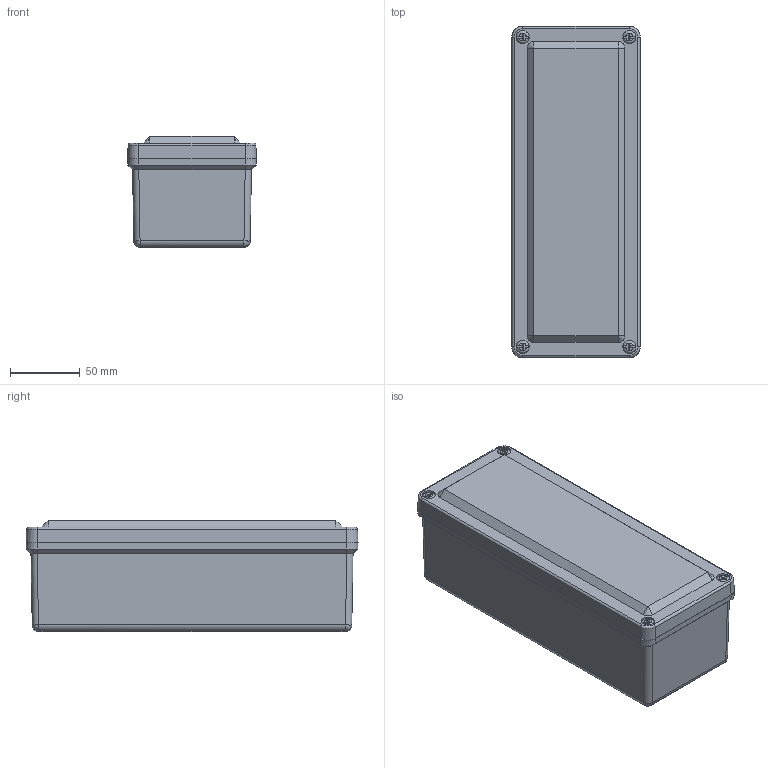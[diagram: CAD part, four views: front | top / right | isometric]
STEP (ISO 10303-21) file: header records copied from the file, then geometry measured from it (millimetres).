
FILE_DESCRIPTION(/* description */ (''),/* implementation_level */ '2;1');
FILE_NAME(/* name */ 'HW-N4X932.stp',/* time_stamp */ '2014-03-12T11:04:07-05:00',/* author */ ('tburkle'),/* organization */ (''),/* preprocessor_version */ 'ST-DEVELOPER v15.2',/* originating_system */ 'Autodesk Inventor 2014',/* authorisation */ '');
FILE_SCHEMA (('AUTOMOTIVE_DESIGN { 1 0 10303 214 3 1 1 }'));
Length unit declared in the file: inch
Products named in the file (7): 10-24 X 0.4375 DP BRASS INSERT; 10-24x0.75 DP combo screw; WPCF932 BOX; WPCF932 GASKET; WPCF932 CVR; WPN932U; CF932_STP
Bounding box: 92.08 x 237.4 x 79.38 mm (x, y, z)
Volume: 331875.4 mm3; surface area: 195062.3 mm2
Topology: 11 solids, 11 shells, 375 faces, 948 edges, 604 vertices
Faces by surface type: plane 167, cylinder 112, cone 44, torus 40, bspline 12
Full cylindrical faces by diameter (mm): 3.683 x4, 4.496 x4, 4.826 x4, 5.537 x4, 5.556 x8, 9.423 x4, 9.525 x4
Entity records: 9413 total; most frequent: CARTESIAN_POINT 2206, DIRECTION 1604, ORIENTED_EDGE 1384, EDGE_CURVE 692, AXIS2_PLACEMENT_3D 640, VERTEX_POINT 456, EDGE_LOOP 344, LINE 324
